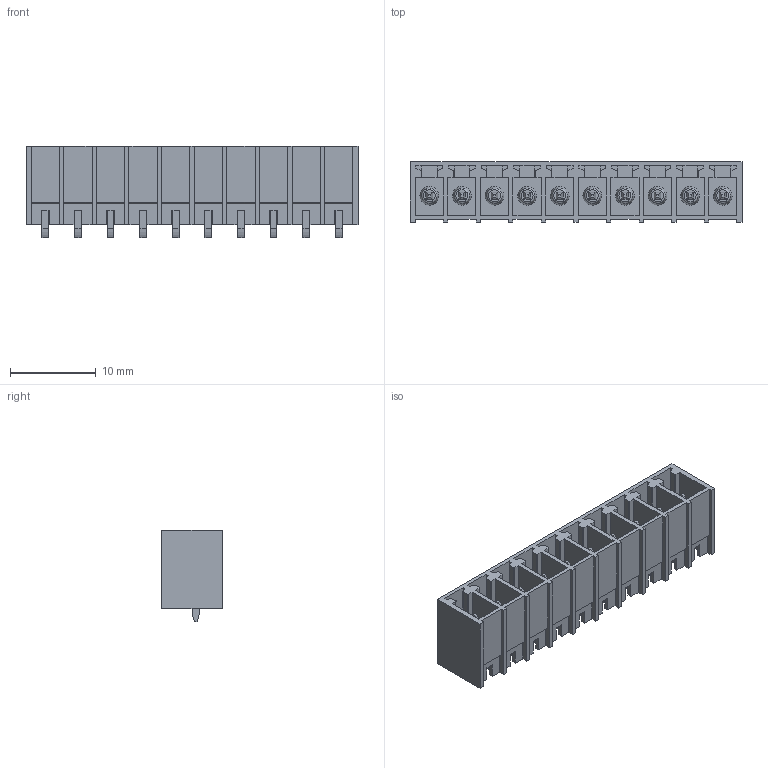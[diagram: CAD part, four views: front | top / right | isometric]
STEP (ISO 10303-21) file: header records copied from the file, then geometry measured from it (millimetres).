
FILE_DESCRIPTION(('CATIA V5 STEP Exchange','CAx-IF Rec.Pracs.--- Model Styling and Organization---1.2---2011-12-15'),'2;1');
FILE_NAME ('D1457732_0_1863920000_1863920000.stp','2018-10-13T04:24:25+00:00',('none'),('Weidmueller'),'CATIA Version 5-6 Release 2014','CATIA V5 STEP AP214','none');
FILE_SCHEMA(('AUTOMOTIVE_DESIGN { 1 0 10303 214 1 1 1 1 }'));
Length unit declared in the file: millimetre
Products named in the file (1): 1863920000
Bounding box: 38.79 x 7.07 x 10.7 mm (x, y, z)
Volume: 963 mm3; surface area: 3610 mm2
Topology: 11 solids, 11 shells, 674 faces, 1922 edges, 1300 vertices
Faces by surface type: plane 536, cylinder 98, torus 20, cone 20
Entity records: 20113 total; most frequent: ORIENTED_EDGE 3844, CARTESIAN_POINT 3741, DIRECTION 2598, EDGE_CURVE 1922, VECTOR 1646, LINE 1646, VERTEX_POINT 1300, EDGE_LOOP 724
